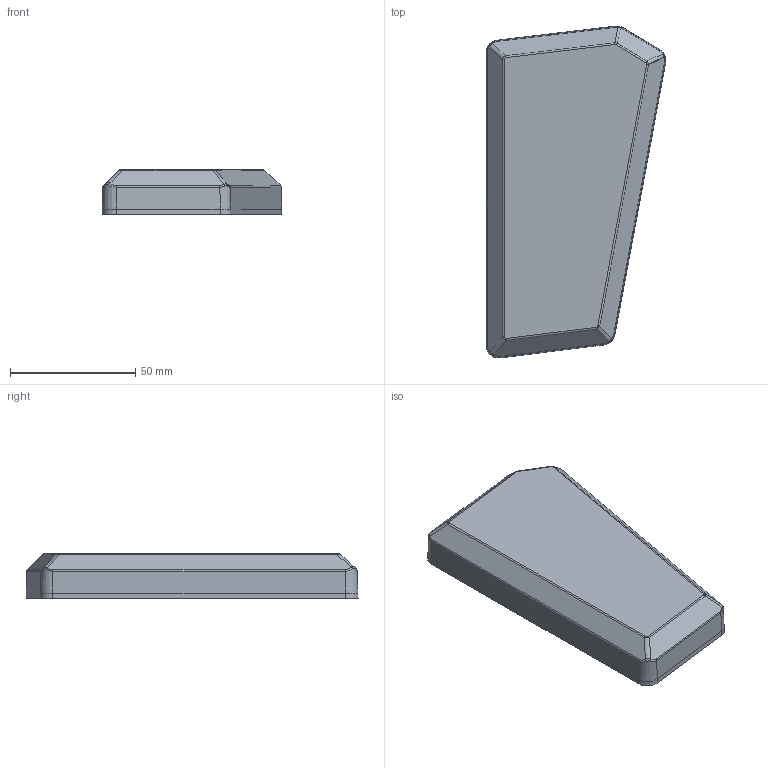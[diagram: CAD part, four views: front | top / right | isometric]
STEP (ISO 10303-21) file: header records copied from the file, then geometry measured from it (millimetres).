
FILE_DESCRIPTION (( 'STEP AP214' ), '1' );
FILE_NAME ('UpperBack_L_cover.STEP', '2017-08-15T08:10:35', ( '' ), ( '' ), 'SwSTEP 2.0', 'SolidWorks 2016', '' );
FILE_SCHEMA (( 'AUTOMOTIVE_DESIGN' ));
Length unit declared in the file: millimetre
Products named in the file (1): UpperBack_L_cover
Bounding box: 71.76 x 132.42 x 17.78 mm (x, y, z)
Volume: 25120.6 mm3; surface area: 26438 mm2
Topology: 1 solids, 1 shells, 295 faces, 788 edges, 505 vertices
Faces by surface type: plane 163, bspline 59, cylinder 37, cone 36
Entity records: 12958 total; most frequent: CARTESIAN_POINT 3884, ORIENTED_EDGE 1576, DIRECTION 1210, EDGE_CURVE 788, VERTEX_POINT 505, VECTOR 490, LINE 490, AXIS2_PLACEMENT_3D 360
